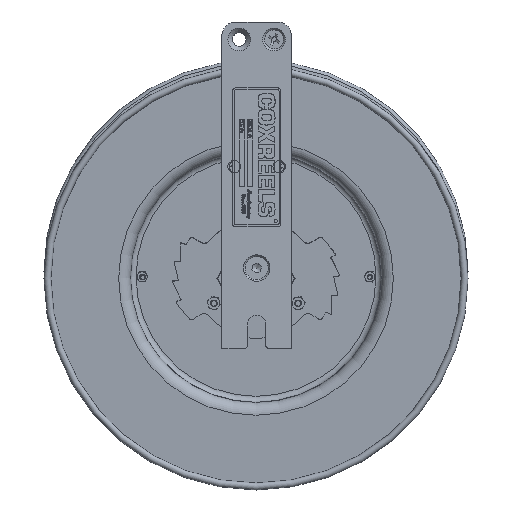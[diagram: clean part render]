
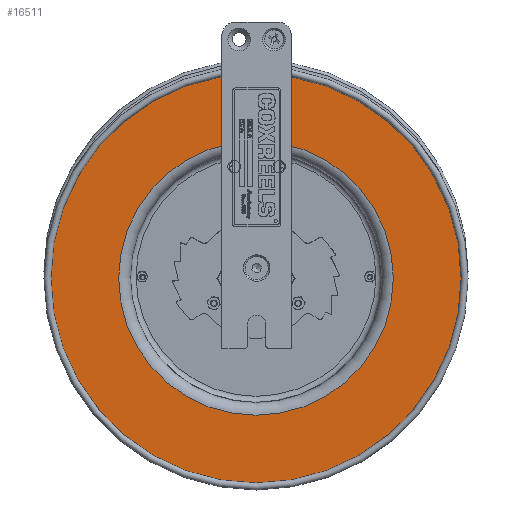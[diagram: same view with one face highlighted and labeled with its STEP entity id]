
A CAD part, top view. The second image highlights one B-rep face of the part: STEP entity #16511.
In plain terms, the highlighted planar face has unit normal (0, -0.067, 0.998).
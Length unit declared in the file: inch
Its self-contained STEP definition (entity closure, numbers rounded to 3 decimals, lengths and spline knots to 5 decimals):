
#1007=FACE_BOUND('',#1884,.T.);
#1261=PLANE('',#17111);
#1510=FACE_OUTER_BOUND('',#1883,.T.);
#1883=EDGE_LOOP('',(#12948));
#1884=EDGE_LOOP('',(#12949));
#6096=CIRCLE('',#17110,4.9375);
#6097=CIRCLE('',#17112,7.5);
#6711=VERTEX_POINT('',#21872);
#6712=VERTEX_POINT('',#21875);
#9675=EDGE_CURVE('',#6711,#6711,#6096,.T.);
#9676=EDGE_CURVE('',#6712,#6712,#6097,.T.);
#12948=ORIENTED_EDGE('',*,*,#9676,.F.);
#12949=ORIENTED_EDGE('',*,*,#9675,.T.);
#16511=ADVANCED_FACE('',(#1510,#1007),#1261,.T.);
#17110=AXIS2_PLACEMENT_3D('',#21873,#18309,#18310);
#17111=AXIS2_PLACEMENT_3D('',#21874,#18311,#18312);
#17112=AXIS2_PLACEMENT_3D('',#21876,#18313,#18314);
#18309=DIRECTION('center_axis',(0.,0.067,
-0.998));
#18310=DIRECTION('ref_axis',(-1.,0.,0.));
#18311=DIRECTION('center_axis',(0.,-0.067,
0.998));
#18312=DIRECTION('ref_axis',(0.,0.998,0.067));
#18313=DIRECTION('center_axis',(0.,0.067,
-0.998));
#18314=DIRECTION('ref_axis',(-1.,0.,0.));
#21872=CARTESIAN_POINT('',(-4.96124,-3.34428,-0.93125));
#21873=CARTESIAN_POINT('Origin',(-0.02374,-3.34428,
-0.93125));
#21874=CARTESIAN_POINT('Origin',(-6.24249,-3.34428,-0.93125));
#21875=CARTESIAN_POINT('',(-7.52374,-3.34428,-0.93125));
#21876=CARTESIAN_POINT('Origin',(-0.02374,-3.34428,
-0.93125));
